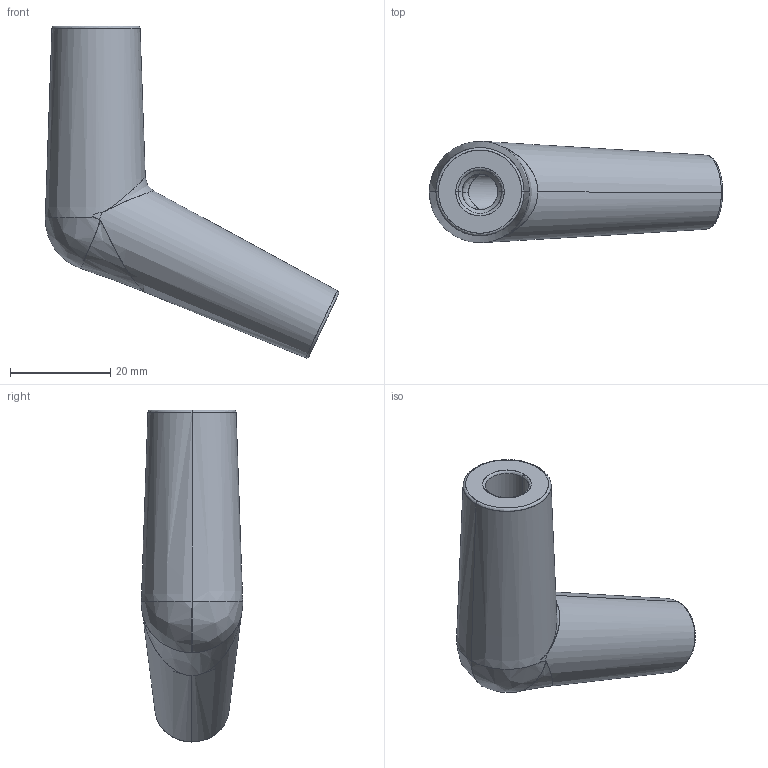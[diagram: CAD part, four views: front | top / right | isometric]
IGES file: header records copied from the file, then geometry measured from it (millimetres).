
Start section: SolidWorks IGES file using analytic representation for surfaces
Global section: file name: AB15.IGS; native system: SolidWorks 2019; preprocessor: SolidWorks 2019; author: sjohnson; date: 191030.090634; units: inch
Bounding box: 58.45 x 20.2 x 66.15 mm (x, y, z)
Surface area: 7462 mm2 (no closed solid volume)
Topology: 0 solids, 0 shells, 58 faces, 602 edges, 593 vertices
Faces by surface type: bspline 29, revolution 29
